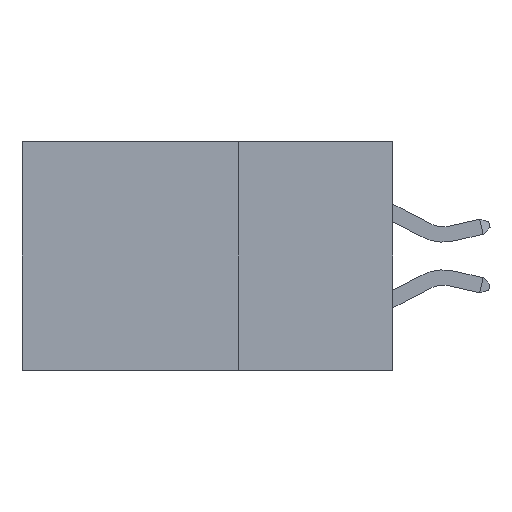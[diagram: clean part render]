
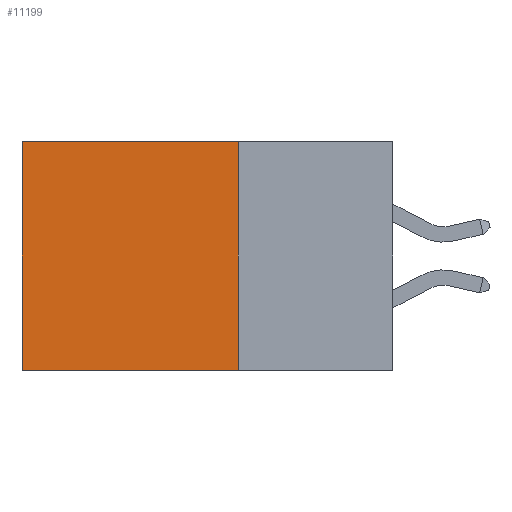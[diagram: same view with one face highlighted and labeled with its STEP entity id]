
A CAD part, left-side view. The second image highlights one B-rep face of the part: STEP entity #11199.
In plain terms, the highlighted planar face has unit normal (-1, 0, 0).
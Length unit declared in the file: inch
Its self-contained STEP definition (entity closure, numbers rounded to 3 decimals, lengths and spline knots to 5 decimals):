
#3213 = LINE ( 'NONE', #5251, #20446 ) ;
#4857 = CARTESIAN_POINT ( 'NONE',  ( 0.2875, 0.6, 0. ) ) ;
#5251 = CARTESIAN_POINT ( 'NONE',  ( 0.2875, 0.6, 0. ) ) ;
#5676 = CARTESIAN_POINT ( 'NONE',  ( 0.2875, 0.6, -0.37 ) ) ;
#6144 = VECTOR ( 'NONE', #24282, 39.37008 ) ;
#7170 = DIRECTION ( 'NONE',  ( 0., 0., -1. ) ) ;
#8747 = VERTEX_POINT ( 'NONE', #5676 ) ;
#8961 = VERTEX_POINT ( 'NONE', #18317 ) ;
#9564 = FACE_OUTER_BOUND ( 'NONE', #12510, .T. ) ;
#9720 = CARTESIAN_POINT ( 'NONE',  ( 0.2875, 0.25, -0.37 ) ) ;
#10035 = LINE ( 'NONE', #18087, #6144 ) ;
#11199 = ADVANCED_FACE ( 'NONE', ( #9564 ), #16828, .F. ) ;
#12510 = EDGE_LOOP ( 'NONE', ( #15025, #20075, #20456, #16266 ) ) ;
#12915 = EDGE_CURVE ( 'NONE', #17540, #8747, #16594, .T. ) ;
#13064 = CARTESIAN_POINT ( 'NONE',  ( 0.2875, 0.25, 0. ) ) ;
#13562 = EDGE_CURVE ( 'NONE', #8961, #22205, #10035, .T. ) ;
#14066 = EDGE_CURVE ( 'NONE', #8961, #17540, #19475, .T. ) ;
#14456 = VECTOR ( 'NONE', #14825, 39.37008 ) ;
#14825 = DIRECTION ( 'NONE',  ( 0., 0., -1. ) ) ;
#15025 = ORIENTED_EDGE ( 'NONE', *, *, #17241, .T. ) ;
#15173 = CARTESIAN_POINT ( 'NONE',  ( 0.2875, 0.25, 0. ) ) ;
#16266 = ORIENTED_EDGE ( 'NONE', *, *, #13562, .T. ) ;
#16471 = DIRECTION ( 'NONE',  ( 0., 1., 0. ) ) ;
#16594 = LINE ( 'NONE', #20125, #19840 ) ;
#16828 = PLANE ( 'NONE',  #19997 ) ;
#17241 = EDGE_CURVE ( 'NONE', #22205, #8747, #3213, .T. ) ;
#17540 = VERTEX_POINT ( 'NONE', #9720 ) ;
#18087 = CARTESIAN_POINT ( 'NONE',  ( 0.2875, 0.25, 0. ) ) ;
#18317 = CARTESIAN_POINT ( 'NONE',  ( 0.2875, 0.25, 0. ) ) ;
#18738 = DIRECTION ( 'NONE',  ( 1., 0., 0. ) ) ;
#19475 = LINE ( 'NONE', #13064, #14456 ) ;
#19840 = VECTOR ( 'NONE', #16471, 39.37008 ) ;
#19997 = AXIS2_PLACEMENT_3D ( 'NONE', #15173, #18738, #20670 ) ;
#20075 = ORIENTED_EDGE ( 'NONE', *, *, #12915, .F. ) ;
#20125 = CARTESIAN_POINT ( 'NONE',  ( 0.2875, 0.25, -0.37 ) ) ;
#20446 = VECTOR ( 'NONE', #7170, 39.37008 ) ;
#20456 = ORIENTED_EDGE ( 'NONE', *, *, #14066, .F. ) ;
#20670 = DIRECTION ( 'NONE',  ( 0., 0., -1. ) ) ;
#22205 = VERTEX_POINT ( 'NONE', #4857 ) ;
#24282 = DIRECTION ( 'NONE',  ( 0., 1., 0. ) ) ;
